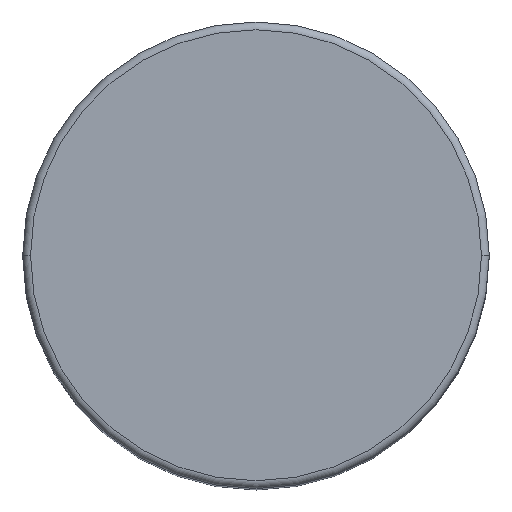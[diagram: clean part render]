
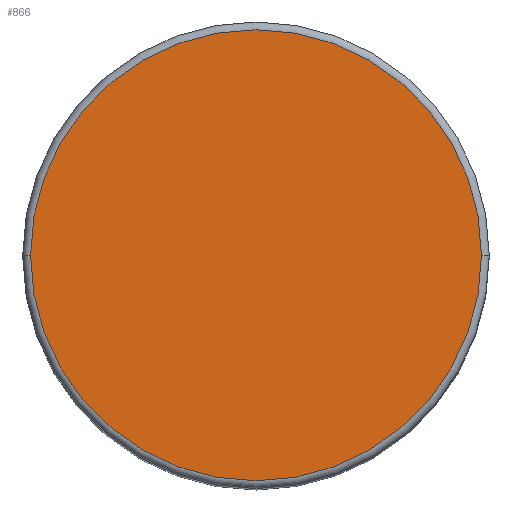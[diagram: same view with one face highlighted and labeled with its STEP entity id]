
A CAD part, top view. The second image highlights one B-rep face of the part: STEP entity #866.
In plain terms, the highlighted planar face has unit normal (0, 0, 1).
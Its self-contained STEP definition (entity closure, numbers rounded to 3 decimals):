
#281=CARTESIAN_POINT('',(0.,0.,55.));
#282=DIRECTION('',(0.,0.,1.));
#283=DIRECTION('',(1.,0.,0.));
#284=AXIS2_PLACEMENT_3D('',#281,#282,#283);
#286=CARTESIAN_POINT('',(0.,0.,55.));
#287=DIRECTION('',(0.,0.,1.));
#288=DIRECTION('',(-1.,0.,0.));
#289=AXIS2_PLACEMENT_3D('',#286,#287,#288);
#304=CARTESIAN_POINT('',(14.5,0.,55.));
#305=CARTESIAN_POINT('',(-14.5,0.,55.));
#306=VERTEX_POINT('',#304);
#307=VERTEX_POINT('',#305);
#856=CARTESIAN_POINT('',(0.,0.,55.));
#857=DIRECTION('',(0.,0.,1.));
#858=DIRECTION('',(1.,0.,0.));
#859=AXIS2_PLACEMENT_3D('',#856,#857,#858);
#860=PLANE('',#859);
#861=ORIENTED_EDGE('',*,*,#839,.F.);
#863=ORIENTED_EDGE('',*,*,#862,.F.);
#864=EDGE_LOOP('',(#861,#863));
#865=FACE_OUTER_BOUND('',#864,.F.);
#866=ADVANCED_FACE('',(#865),#860,.T.);
#285=CIRCLE('',#284,14.5);
#290=CIRCLE('',#289,14.5);
#839=EDGE_CURVE('',#306,#307,#285,.T.);
#862=EDGE_CURVE('',#307,#306,#290,.T.);
